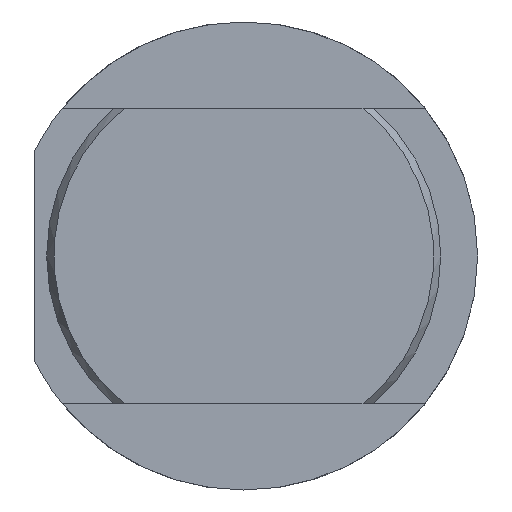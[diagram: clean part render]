
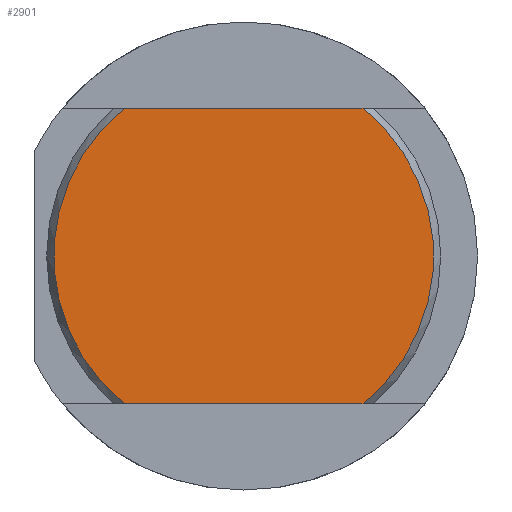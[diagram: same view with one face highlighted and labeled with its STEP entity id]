
A CAD part, left-side view. The second image highlights one B-rep face of the part: STEP entity #2901.
In plain terms, the highlighted planar face has unit normal (-1, 0, 0).
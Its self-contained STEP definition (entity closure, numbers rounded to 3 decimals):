
#106 = EDGE_LOOP ( 'NONE', ( #2638, #2649, #2669, #2664 ) ) ;
#689 = AXIS2_PLACEMENT_3D ( 'NONE', #1335, #1329, #1336 ) ;
#706 = AXIS2_PLACEMENT_3D ( 'NONE', #1343, #1356, #1357 ) ;
#762 = AXIS2_PLACEMENT_3D ( 'NONE', #1587, #1590, #1591 ) ;
#1127 = CARTESIAN_POINT ( 'NONE',  ( 0., -4.844, -6. ) ) ;
#1185 = CARTESIAN_POINT ( 'NONE',  ( 0., -4.844, 6. ) ) ;
#1201 = CARTESIAN_POINT ( 'NONE',  ( 0., 4.844, -6. ) ) ;
#1225 = CARTESIAN_POINT ( 'NONE',  ( 0., 4.844, 6. ) ) ;
#1329 = DIRECTION ( 'NONE',  ( -1., 0., 0. ) ) ;
#1335 = CARTESIAN_POINT ( 'NONE',  ( 0., 0., 0. ) ) ;
#1336 = DIRECTION ( 'NONE',  ( 0., 0., -1. ) ) ;
#1343 = CARTESIAN_POINT ( 'NONE',  ( 0., 0., 0. ) ) ;
#1354 = CARTESIAN_POINT ( 'NONE',  ( 0., 7.365, 6. ) ) ;
#1355 = DIRECTION ( 'NONE',  ( 0., -1., 0. ) ) ;
#1356 = DIRECTION ( 'NONE',  ( -1., 0., 0. ) ) ;
#1357 = DIRECTION ( 'NONE',  ( 0., 0., -1. ) ) ;
#1358 = CARTESIAN_POINT ( 'NONE',  ( 0., 7.365, -6. ) ) ;
#1359 = DIRECTION ( 'NONE',  ( 0., 1., 0. ) ) ;
#1587 = CARTESIAN_POINT ( 'NONE',  ( 0., 0., 0. ) ) ;
#1588 = PLANE ( 'NONE',  #762 ) ;
#1590 = DIRECTION ( 'NONE',  ( 1., 0., 0. ) ) ;
#1591 = DIRECTION ( 'NONE',  ( 0., 0., -1. ) ) ;
#2393 = VERTEX_POINT ( 'NONE', #1127 ) ;
#2452 = VERTEX_POINT ( 'NONE', #1185 ) ;
#2468 = VERTEX_POINT ( 'NONE', #1201 ) ;
#2492 = VERTEX_POINT ( 'NONE', #1225 ) ;
#2638 = ORIENTED_EDGE ( 'NONE', *, *, #2841, .T. ) ;
#2649 = ORIENTED_EDGE ( 'NONE', *, *, #2840, .F. ) ;
#2664 = ORIENTED_EDGE ( 'NONE', *, *, #2842, .F. ) ;
#2669 = ORIENTED_EDGE ( 'NONE', *, *, #2834, .T. ) ;
#2834 = EDGE_CURVE ( 'NONE', #2492, #2468, #3206, .T. ) ;
#2840 = EDGE_CURVE ( 'NONE', #2492, #2452, #3204, .T. ) ;
#2841 = EDGE_CURVE ( 'NONE', #2393, #2452, #3216, .T. ) ;
#2842 = EDGE_CURVE ( 'NONE', #2393, #2468, #3208, .T. ) ;
#2901 = ADVANCED_FACE ( 'NONE', ( #3346 ), #1588, .F. ) ;
#3204 = LINE ( 'NONE', #1354, #3210 ) ;
#3206 = CIRCLE ( 'NONE', #689, 7.711 ) ;
#3208 = LINE ( 'NONE', #1358, #3212 ) ;
#3210 = VECTOR ( 'NONE', #1355, 1000. ) ;
#3212 = VECTOR ( 'NONE', #1359, 1000. ) ;
#3216 = CIRCLE ( 'NONE', #706, 7.711 ) ;
#3346 = FACE_OUTER_BOUND ( 'NONE', #106, .T. ) ;
